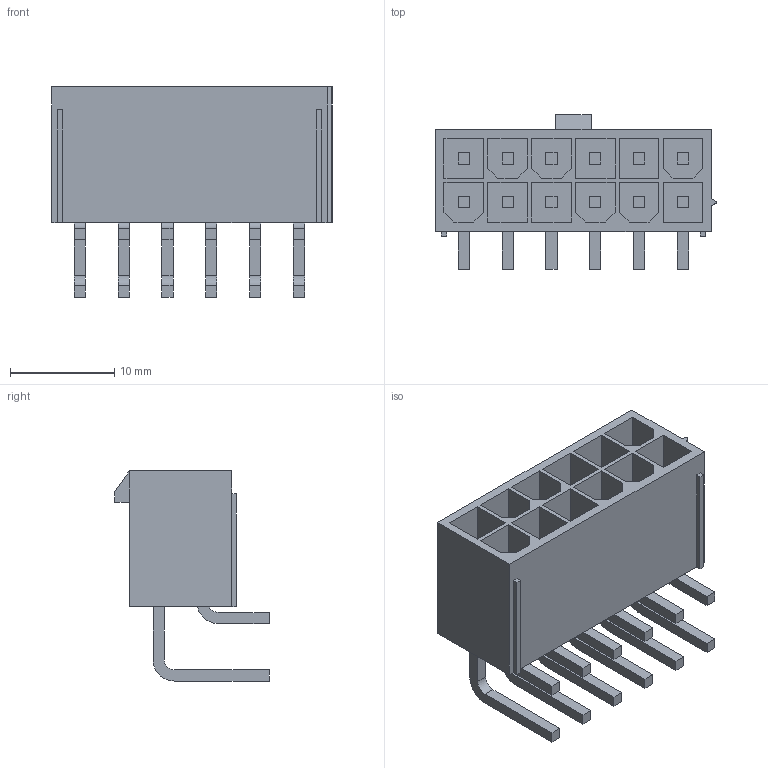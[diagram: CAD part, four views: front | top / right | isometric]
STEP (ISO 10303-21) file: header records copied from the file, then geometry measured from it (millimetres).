
FILE_DESCRIPTION(('STEP AP242'),'1');
FILE_NAME('1-1586041-2.stp','2022-08-17T15:27:25',('TraceParts'),('TraceParts S.A.'),'Spatial InterOp 3D',' ',' ');
FILE_SCHEMA(('AP242_MANAGED_MODEL_BASED_3D_ENGINEERING_MIM_LF {1 0 10303 442 1 1 4}'));
Length unit declared in the file: millimetre
Products named in the file (1): 1-1586041-2
Bounding box: 26.9 x 14.8 x 20.14 mm (x, y, z)
Volume: 2052.3 mm3; surface area: 4084 mm2
Topology: 1 solids, 1 shells, 252 faces, 640 edges, 426 vertices
Faces by surface type: plane 226, cylinder 26
Entity records: 7495 total; most frequent: CARTESIAN_POINT 1319, ORIENTED_EDGE 1280, DIRECTION 1198, EDGE_CURVE 640, LINE 588, VECTOR 588, VERTEX_POINT 426, AXIS2_PLACEMENT_3D 305
